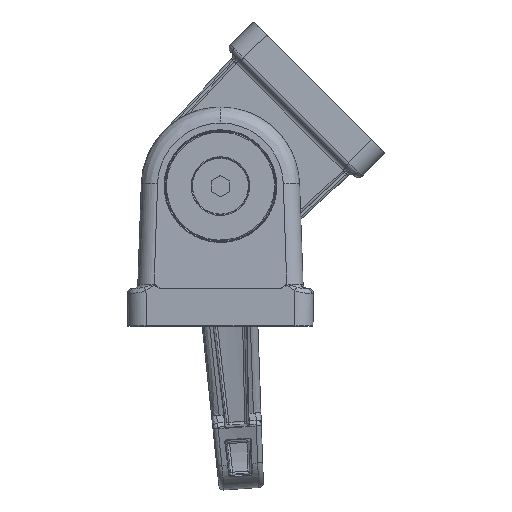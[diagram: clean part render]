
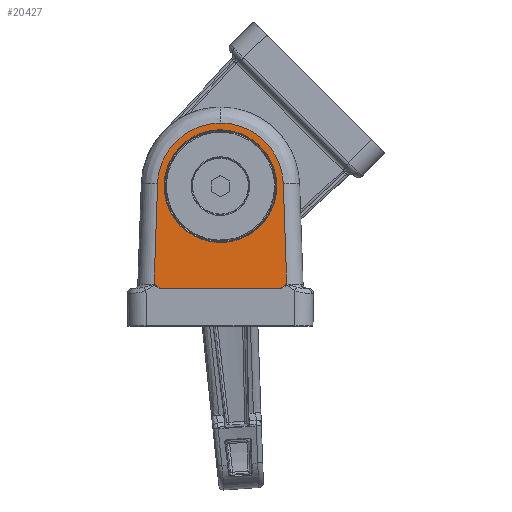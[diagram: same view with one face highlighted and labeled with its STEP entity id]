
A CAD part, top view. The second image highlights one B-rep face of the part: STEP entity #20427.
In plain terms, the highlighted planar face has unit normal (0, 0.018, 1).
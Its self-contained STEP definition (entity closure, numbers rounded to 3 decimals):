
#74=(
BOUNDED_CURVE()
B_SPLINE_CURVE(3,(#35687,#35688,#35689,#35690),.UNSPECIFIED.,.F.,.F.)
B_SPLINE_CURVE_WITH_KNOTS((4,4),(0.,3.142),.UNSPECIFIED.)
CURVE()
GEOMETRIC_REPRESENTATION_ITEM()
RATIONAL_B_SPLINE_CURVE((1.,0.333,0.333,1.))
REPRESENTATION_ITEM('')
);
#82=(
BOUNDED_CURVE()
B_SPLINE_CURVE(3,(#36152,#36153,#36154,#36155),.UNSPECIFIED.,.F.,.F.)
B_SPLINE_CURVE_WITH_KNOTS((4,4),(0.,1.536),.UNSPECIFIED.)
CURVE()
GEOMETRIC_REPRESENTATION_ITEM()
RATIONAL_B_SPLINE_CURVE((1.,0.813,0.813,1.))
REPRESENTATION_ITEM('')
);
#86=(
BOUNDED_CURVE()
B_SPLINE_CURVE(3,(#36262,#36263,#36264,#36265),.UNSPECIFIED.,.F.,.F.)
B_SPLINE_CURVE_WITH_KNOTS((4,4),(4.747,6.283),
 .UNSPECIFIED.)
CURVE()
GEOMETRIC_REPRESENTATION_ITEM()
RATIONAL_B_SPLINE_CURVE((1.,0.813,0.813,1.))
REPRESENTATION_ITEM('')
);
#87=(
BOUNDED_CURVE()
B_SPLINE_CURVE(3,(#36267,#36268,#36269,#36270),.UNSPECIFIED.,.F.,.F.)
B_SPLINE_CURVE_WITH_KNOTS((4,4),(3.142,6.283),
 .UNSPECIFIED.)
CURVE()
GEOMETRIC_REPRESENTATION_ITEM()
RATIONAL_B_SPLINE_CURVE((1.,0.333,0.333,1.))
REPRESENTATION_ITEM('')
);
#802=B_SPLINE_CURVE_WITH_KNOTS('',3,(#35908,#35909,#35910,#35911),
 .UNSPECIFIED.,.F.,.F.,(4,4),(0.003,0.003),
 .UNSPECIFIED.);
#817=B_SPLINE_CURVE_WITH_KNOTS('',3,(#36221,#36222,#36223,#36224),
 .UNSPECIFIED.,.F.,.F.,(4,4),(0.,0.),
 .UNSPECIFIED.);
#818=B_SPLINE_CURVE_WITH_KNOTS('',3,(#36226,#36227,#36228,#36229,#36230,
#36231,#36232,#36233,#36234,#36235,#36236,#36237,#36238,#36239,#36240,#36241),
 .UNSPECIFIED.,.F.,.F.,(4,2,2,2,2,2,2,4),(0.,0.,
0.001,0.001,0.001,0.001,
0.001,0.001),.UNSPECIFIED.);
#819=B_SPLINE_CURVE_WITH_KNOTS('',3,(#36244,#36245,#36246,#36247,#36248,
#36249,#36250,#36251,#36252,#36253,#36254,#36255,#36256,#36257,#36258,#36259),
 .UNSPECIFIED.,.F.,.F.,(4,2,2,2,2,2,2,4),(0.,0.,0.,
0.,0.,0.001,0.001,
0.001),.UNSPECIFIED.);
#1459=FACE_BOUND('',#4222,.T.);
#1561=PLANE('',#22273);
#2823=FACE_OUTER_BOUND('',#4221,.T.);
#4221=EDGE_LOOP('',(#15150,#15151,#15152,#15153,#15154,#15155,#15156,#15157,
#15158));
#4222=EDGE_LOOP('',(#15159,#15160));
#5529=LINE('',#36243,#6566);
#5530=LINE('',#36261,#6567);
#5531=LINE('',#36266,#6568);
#6566=VECTOR('',#25441,1000.);
#6567=VECTOR('',#25442,1000.);
#6568=VECTOR('',#25443,1000.);
#9125=VERTEX_POINT('',#35684);
#9126=VERTEX_POINT('',#35686);
#9168=VERTEX_POINT('',#35902);
#9169=VERTEX_POINT('',#35907);
#9230=VERTEX_POINT('',#36150);
#9231=VERTEX_POINT('',#36151);
#9253=VERTEX_POINT('',#36219);
#9254=VERTEX_POINT('',#36220);
#9255=VERTEX_POINT('',#36225);
#9256=VERTEX_POINT('',#36242);
#9257=VERTEX_POINT('',#36260);
#11194=EDGE_CURVE('',#9126,#9125,#74,.T.);
#11241=EDGE_CURVE('',#9169,#9168,#802,.T.);
#11314=EDGE_CURVE('',#9230,#9231,#82,.T.);
#11343=EDGE_CURVE('',#9253,#9254,#817,.T.);
#11344=EDGE_CURVE('',#9254,#9255,#818,.T.);
#11345=EDGE_CURVE('',#9255,#9256,#5529,.T.);
#11346=EDGE_CURVE('',#9256,#9169,#819,.T.);
#11347=EDGE_CURVE('',#9168,#9257,#5530,.T.);
#11348=EDGE_CURVE('',#9257,#9230,#86,.T.);
#11349=EDGE_CURVE('',#9231,#9253,#5531,.T.);
#11350=EDGE_CURVE('',#9125,#9126,#87,.T.);
#15150=ORIENTED_EDGE('',*,*,#11343,.T.);
#15151=ORIENTED_EDGE('',*,*,#11344,.T.);
#15152=ORIENTED_EDGE('',*,*,#11345,.T.);
#15153=ORIENTED_EDGE('',*,*,#11346,.T.);
#15154=ORIENTED_EDGE('',*,*,#11241,.T.);
#15155=ORIENTED_EDGE('',*,*,#11347,.T.);
#15156=ORIENTED_EDGE('',*,*,#11348,.T.);
#15157=ORIENTED_EDGE('',*,*,#11314,.T.);
#15158=ORIENTED_EDGE('',*,*,#11349,.T.);
#15159=ORIENTED_EDGE('',*,*,#11194,.T.);
#15160=ORIENTED_EDGE('',*,*,#11350,.T.);
#20427=ADVANCED_FACE('',(#2823,#1459),#1561,.F.);
#22273=AXIS2_PLACEMENT_3D('',#36218,#25439,#25440);
#25439=DIRECTION('center_axis',(0.,-0.017,-1.));
#25440=DIRECTION('ref_axis',(0.,-1.,0.017));
#25441=DIRECTION('',(1.,0.,0.));
#25442=DIRECTION('',(-0.035,0.999,-0.017));
#25443=DIRECTION('',(-0.035,-0.999,0.017));
#35684=CARTESIAN_POINT('',(0.,9.902,19.827));
#35686=CARTESIAN_POINT('',(0.,34.102,19.405));
#35687=CARTESIAN_POINT('Ctrl Pts',(0.,34.102,19.405));
#35688=CARTESIAN_POINT('Ctrl Pts',(24.2,34.102,19.405));
#35689=CARTESIAN_POINT('Ctrl Pts',(24.2,9.902,19.827));
#35690=CARTESIAN_POINT('Ctrl Pts',(0.,9.902,
19.827));
#35902=CARTESIAN_POINT('',(14.244,0.983,19.983));
#35907=CARTESIAN_POINT('',(13.904,0.802,19.986));
#35908=CARTESIAN_POINT('Ctrl Pts',(13.904,0.802,19.986));
#35909=CARTESIAN_POINT('Ctrl Pts',(14.018,0.862,19.985));
#35910=CARTESIAN_POINT('Ctrl Pts',(14.131,0.922,19.984));
#35911=CARTESIAN_POINT('Ctrl Pts',(14.244,0.983,19.983));
#36150=CARTESIAN_POINT('',(0.,35.561,19.379));
#36151=CARTESIAN_POINT('',(-13.492,22.532,19.607));
#36152=CARTESIAN_POINT('Ctrl Pts',(0.,35.561,
19.379));
#36153=CARTESIAN_POINT('Ctrl Pts',(-7.691,35.561,19.379));
#36154=CARTESIAN_POINT('Ctrl Pts',(-13.223,30.218,19.473));
#36155=CARTESIAN_POINT('Ctrl Pts',(-13.492,22.532,19.607));
#36218=CARTESIAN_POINT('Origin',(-20.,0.,20.));
#36219=CARTESIAN_POINT('',(-14.244,0.983,19.983));
#36220=CARTESIAN_POINT('',(-13.904,0.802,19.986));
#36221=CARTESIAN_POINT('Ctrl Pts',(-14.244,0.983,
19.983));
#36222=CARTESIAN_POINT('Ctrl Pts',(-14.131,0.922,19.984));
#36223=CARTESIAN_POINT('Ctrl Pts',(-14.018,0.862,
19.985));
#36224=CARTESIAN_POINT('Ctrl Pts',(-13.904,0.802,
19.986));
#36225=CARTESIAN_POINT('',(-13.081,0.017,20.));
#36226=CARTESIAN_POINT('Ctrl Pts',(-13.904,0.802,
19.986));
#36227=CARTESIAN_POINT('Ctrl Pts',(-13.818,0.757,
19.987));
#36228=CARTESIAN_POINT('Ctrl Pts',(-13.74,0.702,
19.988));
#36229=CARTESIAN_POINT('Ctrl Pts',(-13.589,0.583,
19.99));
#36230=CARTESIAN_POINT('Ctrl Pts',(-13.517,0.519,
19.991));
#36231=CARTESIAN_POINT('Ctrl Pts',(-13.376,0.388,
19.993));
#36232=CARTESIAN_POINT('Ctrl Pts',(-13.307,0.321,
19.994));
#36233=CARTESIAN_POINT('Ctrl Pts',(-13.208,0.216,
19.996));
#36234=CARTESIAN_POINT('Ctrl Pts',(-13.176,0.18,
19.997));
#36235=CARTESIAN_POINT('Ctrl Pts',(-13.13,0.124,
19.998));
#36236=CARTESIAN_POINT('Ctrl Pts',(-13.116,0.105,
19.998));
#36237=CARTESIAN_POINT('Ctrl Pts',(-13.097,0.074,
19.999));
#36238=CARTESIAN_POINT('Ctrl Pts',(-13.091,0.064,
19.999));
#36239=CARTESIAN_POINT('Ctrl Pts',(-13.081,0.041,
19.999));
#36240=CARTESIAN_POINT('Ctrl Pts',(-13.077,0.029,
19.999));
#36241=CARTESIAN_POINT('Ctrl Pts',(-13.081,0.017,
20.));
#36242=CARTESIAN_POINT('',(13.081,0.017,20.));
#36243=CARTESIAN_POINT('',(11.435,0.017,20.));
#36244=CARTESIAN_POINT('Ctrl Pts',(13.081,0.017,
20.));
#36245=CARTESIAN_POINT('Ctrl Pts',(13.077,0.029,
19.999));
#36246=CARTESIAN_POINT('Ctrl Pts',(13.081,0.042,19.999));
#36247=CARTESIAN_POINT('Ctrl Pts',(13.091,0.064,
19.999));
#36248=CARTESIAN_POINT('Ctrl Pts',(13.097,0.074,
19.999));
#36249=CARTESIAN_POINT('Ctrl Pts',(13.116,0.105,19.998));
#36250=CARTESIAN_POINT('Ctrl Pts',(13.131,0.124,19.998));
#36251=CARTESIAN_POINT('Ctrl Pts',(13.176,0.181,19.997));
#36252=CARTESIAN_POINT('Ctrl Pts',(13.208,0.216,19.996));
#36253=CARTESIAN_POINT('Ctrl Pts',(13.307,0.321,19.994));
#36254=CARTESIAN_POINT('Ctrl Pts',(13.376,0.389,19.993));
#36255=CARTESIAN_POINT('Ctrl Pts',(13.517,0.519,19.991));
#36256=CARTESIAN_POINT('Ctrl Pts',(13.588,0.583,19.99));
#36257=CARTESIAN_POINT('Ctrl Pts',(13.739,0.701,19.988));
#36258=CARTESIAN_POINT('Ctrl Pts',(13.817,0.757,19.987));
#36259=CARTESIAN_POINT('Ctrl Pts',(13.904,0.802,19.986));
#36260=CARTESIAN_POINT('',(13.492,22.532,19.607));
#36261=CARTESIAN_POINT('',(14.237,1.195,19.979));
#36262=CARTESIAN_POINT('Ctrl Pts',(13.492,22.532,19.607));
#36263=CARTESIAN_POINT('Ctrl Pts',(13.223,30.218,19.473));
#36264=CARTESIAN_POINT('Ctrl Pts',(7.691,35.561,19.379));
#36265=CARTESIAN_POINT('Ctrl Pts',(0.,35.561,
19.379));
#36266=CARTESIAN_POINT('',(-14.286,-0.199,20.003));
#36267=CARTESIAN_POINT('Ctrl Pts',(0.,9.902,
19.827));
#36268=CARTESIAN_POINT('Ctrl Pts',(-24.2,9.902,19.827));
#36269=CARTESIAN_POINT('Ctrl Pts',(-24.2,34.102,19.405));
#36270=CARTESIAN_POINT('Ctrl Pts',(0.,34.102,19.405));
